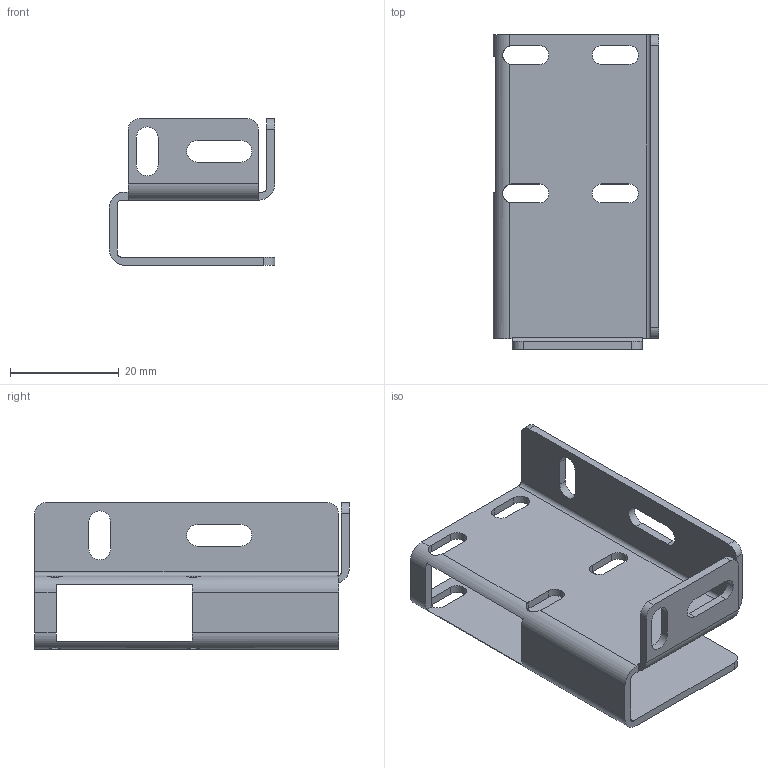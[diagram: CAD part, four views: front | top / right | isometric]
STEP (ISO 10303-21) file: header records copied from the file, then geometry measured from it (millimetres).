
FILE_DESCRIPTION( ( 'STEP AP214' ), '1' );
FILE_NAME( 'LXW-C23PA-003.stp', '2022-03-08T14:26:05', ( 'License CC BY-ND 4.0' ), ( 'CADENAS' ), ' ', 'PARTsolutions', ' ' );
FILE_SCHEMA( ( 'AUTOMOTIVE_DESIGN { 1 0 10303 214 1 1 1 1 }' ) );
Length unit declared in the file: millimetre
Products named in the file (1): _LXW-C23PA-003
Bounding box: 30.5 x 58 x 27 mm (x, y, z)
Volume: 6396.4 mm3; surface area: 9626.4 mm2
Topology: 1 solids, 1 shells, 88 faces, 285 edges, 189 vertices
Faces by surface type: plane 48, cylinder 40
Entity records: 4015 total; most frequent: CARTESIAN_POINT 663, ORIENTED_EDGE 570, DIRECTION 549, EDGE_CURVE 285, VERTEX_POINT 189, AXIS2_PLACEMENT_3D 183, LINE 183, VECTOR 183
